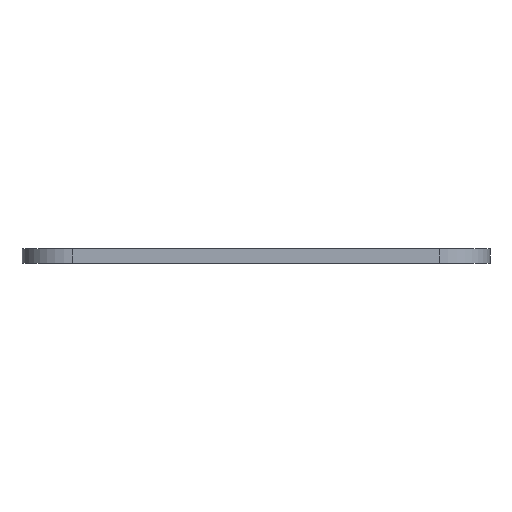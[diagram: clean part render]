
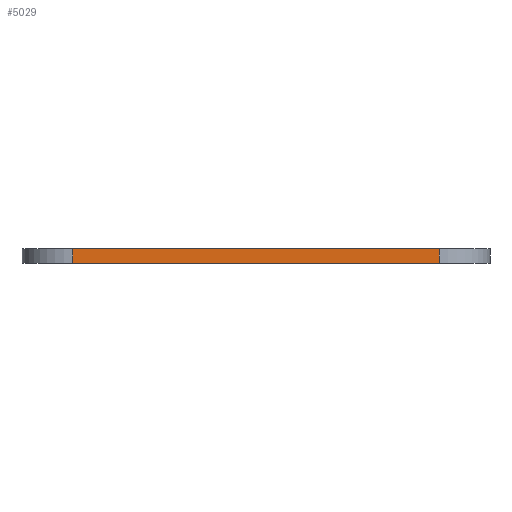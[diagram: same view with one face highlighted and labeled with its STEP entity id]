
A CAD part, left-side view. The second image highlights one B-rep face of the part: STEP entity #5029.
In plain terms, the highlighted planar face has unit normal (-1, 0, 0).
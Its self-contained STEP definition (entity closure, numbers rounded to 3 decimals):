
#163 = VERTEX_POINT('',#164);
#164 = CARTESIAN_POINT('',(38.1,-106.8,0.));
#171 = EDGE_CURVE('',#163,#172,#174,.T.);
#172 = VERTEX_POINT('',#173);
#173 = CARTESIAN_POINT('',(38.1,-65.9,0.));
#174 = LINE('',#175,#176);
#175 = CARTESIAN_POINT('',(38.1,-106.8,0.));
#176 = VECTOR('',#177,1.);
#177 = DIRECTION('',(0.,1.,0.));
#2591 = VERTEX_POINT('',#2592);
#2592 = CARTESIAN_POINT('',(38.1,-106.8,1.6));
#2599 = EDGE_CURVE('',#2591,#2600,#2602,.T.);
#2600 = VERTEX_POINT('',#2601);
#2601 = CARTESIAN_POINT('',(38.1,-65.9,1.6));
#2602 = LINE('',#2603,#2604);
#2603 = CARTESIAN_POINT('',(38.1,-106.8,1.6));
#2604 = VECTOR('',#2605,1.);
#2605 = DIRECTION('',(0.,1.,0.));
#4999 = EDGE_CURVE('',#172,#2600,#5000,.T.);
#5000 = LINE('',#5001,#5002);
#5001 = CARTESIAN_POINT('',(38.1,-65.9,0.));
#5002 = VECTOR('',#5003,1.);
#5003 = DIRECTION('',(0.,0.,1.));
#5029 = ADVANCED_FACE('',(#5030),#5041,.T.);
#5030 = FACE_BOUND('',#5031,.T.);
#5031 = EDGE_LOOP('',(#5032,#5038,#5039,#5040));
#5032 = ORIENTED_EDGE('',*,*,#5033,.T.);
#5033 = EDGE_CURVE('',#163,#2591,#5034,.T.);
#5034 = LINE('',#5035,#5036);
#5035 = CARTESIAN_POINT('',(38.1,-106.8,0.));
#5036 = VECTOR('',#5037,1.);
#5037 = DIRECTION('',(0.,0.,1.));
#5038 = ORIENTED_EDGE('',*,*,#2599,.T.);
#5039 = ORIENTED_EDGE('',*,*,#4999,.F.);
#5040 = ORIENTED_EDGE('',*,*,#171,.F.);
#5041 = PLANE('',#5042);
#5042 = AXIS2_PLACEMENT_3D('',#5043,#5044,#5045);
#5043 = CARTESIAN_POINT('',(38.1,-106.8,0.));
#5044 = DIRECTION('',(-1.,0.,0.));
#5045 = DIRECTION('',(0.,1.,0.));
